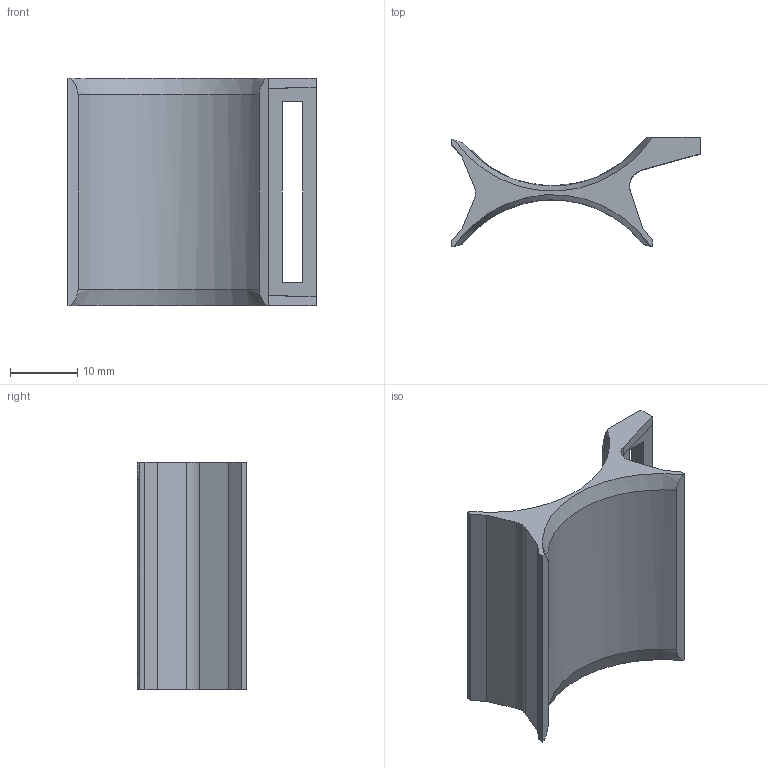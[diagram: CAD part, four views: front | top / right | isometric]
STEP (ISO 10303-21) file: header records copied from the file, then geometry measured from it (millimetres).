
FILE_DESCRIPTION(/* description */ (''),/* implementation_level */ '2;1');
FILE_NAME(/* name */ '1196340',/* time_stamp */ '2015-12-18T11:44:33+01:00',/* author */ (''),/* organization */ (''),/* preprocessor_version */ 'ST-DEVELOPER v15',/* originating_system */ '',/* authorisation */ '');
FILE_SCHEMA (('CONFIG_CONTROL_DESIGN'));
Length unit declared in the file: millimetre
Products named in the file (1): Document
Bounding box: 37 x 16.32 x 34 mm (x, y, z)
Surface area: 4698 mm2 (no closed solid volume)
Topology: 0 solids, 1 shells, 109 faces, 322 edges, 204 vertices
Faces by surface type: bspline 65, plane 44
Entity records: 6480 total; most frequent: CARTESIAN_POINT 4469, ORIENTED_EDGE 607, EDGE_CURVE 323, B_SPLINE_CURVE_WITH_KNOTS 266, VERTEX_POINT 204, EDGE_LOOP 119, ADVANCED_FACE 109, FACE_OUTER_BOUND 109
